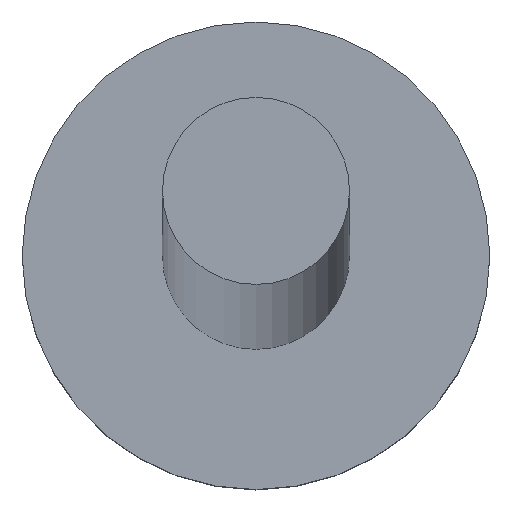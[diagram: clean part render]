
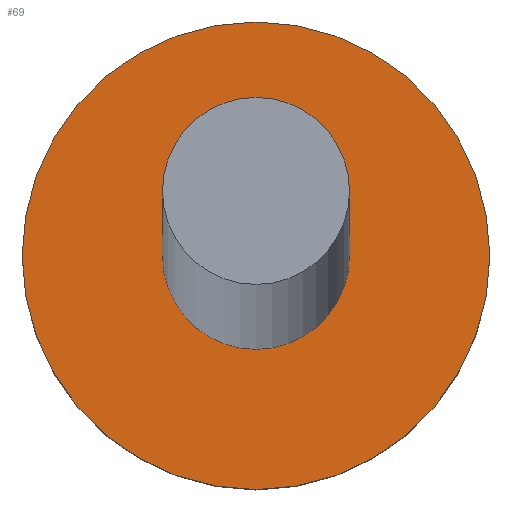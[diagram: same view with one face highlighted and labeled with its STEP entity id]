
A CAD part, top view. The second image highlights one B-rep face of the part: STEP entity #69.
In plain terms, the highlighted planar face has unit normal (0, 0, 1).
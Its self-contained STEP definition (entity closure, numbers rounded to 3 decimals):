
#1 = DIRECTION ( 'NONE',  ( 0., 0., 1. ) ) ;
#6 = ORIENTED_EDGE ( 'NONE', *, *, #169, .T. ) ;
#9 = CARTESIAN_POINT ( 'NONE',  ( -0.5, 0., 1.2 ) ) ;
#16 = DIRECTION ( 'NONE',  ( 0., 0., 1. ) ) ;
#17 = CARTESIAN_POINT ( 'NONE',  ( 0., 0., 1.2 ) ) ;
#21 = VERTEX_POINT ( 'NONE', #229 ) ;
#60 = ORIENTED_EDGE ( 'NONE', *, *, #198, .T. ) ;
#61 = VERTEX_POINT ( 'NONE', #191 ) ;
#64 = AXIS2_PLACEMENT_3D ( 'NONE', #108, #1, #230 ) ;
#69 = ADVANCED_FACE ( 'NONE', ( #75, #215 ), #132, .T. ) ;
#70 = DIRECTION ( 'NONE',  ( 0., 0., 1. ) ) ;
#75 = FACE_BOUND ( 'NONE', #222, .T. ) ;
#82 = ORIENTED_EDGE ( 'NONE', *, *, #156, .F. ) ;
#85 = AXIS2_PLACEMENT_3D ( 'NONE', #110, #231, #194 ) ;
#89 = DIRECTION ( 'NONE',  ( 1., 0., 0. ) ) ;
#95 = CIRCLE ( 'NONE', #243, 1.25 ) ;
#100 = EDGE_LOOP ( 'NONE', ( #6, #60 ) ) ;
#104 = CARTESIAN_POINT ( 'NONE',  ( 0., 0., 1.2 ) ) ;
#108 = CARTESIAN_POINT ( 'NONE',  ( 0., 0., 1.2 ) ) ;
#110 = CARTESIAN_POINT ( 'NONE',  ( 0., 0., 1.2 ) ) ;
#127 = EDGE_CURVE ( 'NONE', #21, #211, #253, .T. ) ;
#132 = PLANE ( 'NONE',  #64 ) ;
#141 = CIRCLE ( 'NONE', #150, 1.25 ) ;
#147 = DIRECTION ( 'NONE',  ( 0., 0., 1. ) ) ;
#149 = DIRECTION ( 'NONE',  ( 1., 0., 0. ) ) ;
#150 = AXIS2_PLACEMENT_3D ( 'NONE', #171, #70, #149 ) ;
#155 = AXIS2_PLACEMENT_3D ( 'NONE', #17, #16, #89 ) ;
#156 = EDGE_CURVE ( 'NONE', #211, #21, #227, .T. ) ;
#169 = EDGE_CURVE ( 'NONE', #61, #175, #141, .T. ) ;
#171 = CARTESIAN_POINT ( 'NONE',  ( 0., 0., 1.2 ) ) ;
#175 = VERTEX_POINT ( 'NONE', #228 ) ;
#187 = DIRECTION ( 'NONE',  ( 1., 0., 0. ) ) ;
#191 = CARTESIAN_POINT ( 'NONE',  ( -1.25, 0., 1.2 ) ) ;
#194 = DIRECTION ( 'NONE',  ( 1., 0., 0. ) ) ;
#198 = EDGE_CURVE ( 'NONE', #175, #61, #95, .T. ) ;
#211 = VERTEX_POINT ( 'NONE', #9 ) ;
#215 = FACE_OUTER_BOUND ( 'NONE', #100, .T. ) ;
#222 = EDGE_LOOP ( 'NONE', ( #82, #239 ) ) ;
#227 = CIRCLE ( 'NONE', #155, 0.5 ) ;
#228 = CARTESIAN_POINT ( 'NONE',  ( 1.25, 0., 1.2 ) ) ;
#229 = CARTESIAN_POINT ( 'NONE',  ( 0.5, 0., 1.2 ) ) ;
#230 = DIRECTION ( 'NONE',  ( 1., 0., 0. ) ) ;
#231 = DIRECTION ( 'NONE',  ( 0., 0., 1. ) ) ;
#239 = ORIENTED_EDGE ( 'NONE', *, *, #127, .F. ) ;
#243 = AXIS2_PLACEMENT_3D ( 'NONE', #104, #147, #187 ) ;
#253 = CIRCLE ( 'NONE', #85, 0.5 ) ;
